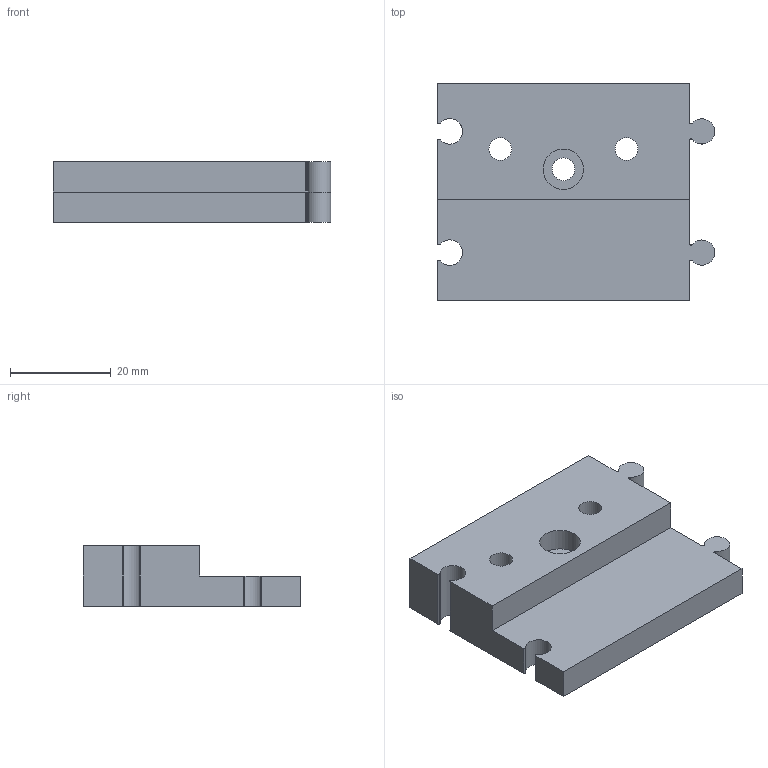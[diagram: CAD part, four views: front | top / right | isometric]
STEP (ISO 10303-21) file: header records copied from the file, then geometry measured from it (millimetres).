
FILE_DESCRIPTION(/* description */ (''),/* implementation_level */ '2;1');
FILE_NAME(/* name */ '5007079_Befestigungs-Set S89.stp',/* time_stamp */ '2017-04-06T09:31:30+02:00',/* author */ (''),/* organization */ (''),/* preprocessor_version */ 'ST-DEVELOPER v16',/* originating_system */ 'SIEMENS PLM Software NX 10.0',/* authorisation */ '');
FILE_SCHEMA (('AUTOMOTIVE_DESIGN { 1 0 10303 214 3 1 1 1 }'));
Length unit declared in the file: millimetre
Products named in the file (1): 5007079__Grundplatte_part_60106
Bounding box: 54.99 x 43 x 12 mm (x, y, z)
Volume: 10132 mm3; surface area: 9611.6 mm2
Topology: 1 solids, 1 shells, 151 faces, 392 edges, 233 vertices
Faces by surface type: cylinder 69, plane 58, sphere 14, torus 8, bspline 2
Full cylindrical faces by diameter (mm): 4.5 x3, 8 x1
Entity records: 4515 total; most frequent: DIRECTION 821, CARTESIAN_POINT 797, ORIENTED_EDGE 744, EDGE_CURVE 372, AXIS2_PLACEMENT_3D 301, VERTEX_POINT 231, LINE 219, VECTOR 219
